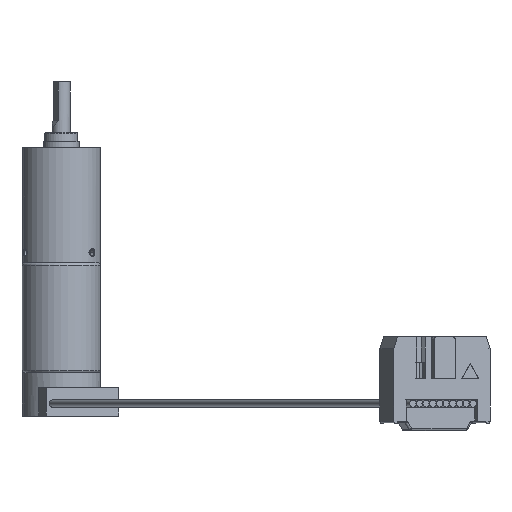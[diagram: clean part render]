
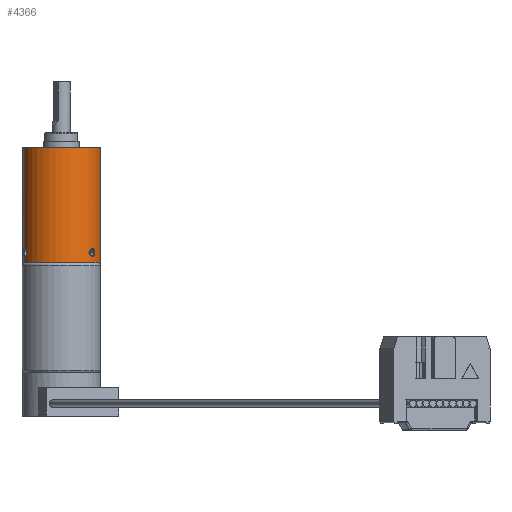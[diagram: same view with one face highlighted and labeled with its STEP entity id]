
A CAD part, front view. The second image highlights one B-rep face of the part: STEP entity #4366.
In plain terms, the highlighted cylindrical face has radius 6.5 mm (diameter 13 mm), a partial arc.
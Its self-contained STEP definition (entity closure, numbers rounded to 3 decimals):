
#16 = VECTOR ( 'NONE', #9106, 1000. ) ;
#320 = VERTEX_POINT ( 'NONE', #7479 ) ;
#434 = CARTESIAN_POINT ( 'NONE',  ( -76.189, 54.947, 44.522 ) ) ;
#528 = EDGE_CURVE ( 'NONE', #8573, #5119, #10000, .T. ) ;
#592 = CARTESIAN_POINT ( 'NONE',  ( -76.443, 55.49, 61.566 ) ) ;
#610 = EDGE_CURVE ( 'NONE', #3751, #4299, #11734, .T. ) ;
#631 = ORIENTED_EDGE ( 'NONE', *, *, #528, .F. ) ;
#638 = CARTESIAN_POINT ( 'NONE',  ( -65.713, 53.518, 44.166 ) ) ;
#875 = CYLINDRICAL_SURFACE ( 'NONE', #1867, 6.5 ) ;
#899 = CARTESIAN_POINT ( 'NONE',  ( -64.435, 60.47, 61.566 ) ) ;
#1041 = CARTESIAN_POINT ( 'NONE',  ( -64.938, 54.516, 43.808 ) ) ;
#1462 = CARTESIAN_POINT ( 'NONE',  ( -76.157, 54.889, 43.987 ) ) ;
#1667 = CARTESIAN_POINT ( 'NONE',  ( -70.439, 57.98, 42.466 ) ) ;
#1683 = CARTESIAN_POINT ( 'NONE',  ( -65.504, 53.748, 44.785 ) ) ;
#1867 = AXIS2_PLACEMENT_3D ( 'NONE', #1667, #3694, #7752 ) ;
#1906 = EDGE_CURVE ( 'NONE', #6432, #320, #2300, .T. ) ;
#1985 = B_SPLINE_CURVE_WITH_KNOTS ( 'NONE', 3,
 ( #4487, #12622, #6524, #434, #7573, #1462, #8558, #2496, #9608, #3498 ),
 .UNSPECIFIED., .F., .F.,
 ( 4, 2, 2, 2, 4 ),
 ( 0.004, 0.004, 0.005, 0.005, 0.006 ),
 .UNSPECIFIED. ) ;
#2074 = CARTESIAN_POINT ( 'NONE',  ( -65.171, 54.168, 43.466 ) ) ;
#2203 = VECTOR ( 'NONE', #12174, 1000. ) ;
#2254 = VECTOR ( 'NONE', #11708, 1000. ) ;
#2271 = AXIS2_PLACEMENT_3D ( 'NONE', #10681, #4605, #11709 ) ;
#2300 = B_SPLINE_CURVE_WITH_KNOTS ( 'NONE', 3,
 ( #12204, #5099, #1041, #8146, #2074, #9189, #3096, #10207, #4112, #11222 ),
 .UNSPECIFIED., .F., .F.,
 ( 4, 2, 2, 2, 4 ),
 ( 0.001, 0.001, 0.002, 0.003, 0.003 ),
 .UNSPECIFIED. ) ;
#2324 = CARTESIAN_POINT ( 'NONE',  ( -70.439, 57.98, 61.566 ) ) ;
#2405 = LINE ( 'NONE', #6071, #16 ) ;
#2496 = CARTESIAN_POINT ( 'NONE',  ( -76.299, 55.165, 43.547 ) ) ;
#2697 = CARTESIAN_POINT ( 'NONE',  ( -65.172, 54.167, 44.866 ) ) ;
#2718 = EDGE_CURVE ( 'NONE', #12342, #8573, #4678, .T. ) ;
#2789 = EDGE_LOOP ( 'NONE', ( #631, #4030, #5787, #3671, #9641, #7491 ) ) ;
#3096 = CARTESIAN_POINT ( 'NONE',  ( -65.504, 53.749, 43.547 ) ) ;
#3106 = AXIS2_PLACEMENT_3D ( 'NONE', #2324, #9439, #3334 ) ;
#3334 = DIRECTION ( 'NONE',  ( -0.924, -0.383, 0. ) ) ;
#3498 = CARTESIAN_POINT ( 'NONE',  ( -76.443, 55.49, 43.466 ) ) ;
#3671 = ORIENTED_EDGE ( 'NONE', *, *, #610, .T. ) ;
#3694 = DIRECTION ( 'NONE',  ( 0., 0., 1. ) ) ;
#3708 = CARTESIAN_POINT ( 'NONE',  ( -64.937, 54.517, 44.523 ) ) ;
#3751 = VERTEX_POINT ( 'NONE', #899 ) ;
#3958 = CARTESIAN_POINT ( 'NONE',  ( -76.443, 55.49, 43.466 ) ) ;
#4030 = ORIENTED_EDGE ( 'NONE', *, *, #2718, .F. ) ;
#4112 = CARTESIAN_POINT ( 'NONE',  ( -65.713, 53.518, 43.988 ) ) ;
#4286 = CARTESIAN_POINT ( 'NONE',  ( -64.903, 54.574, 44.166 ) ) ;
#4299 = VERTEX_POINT ( 'NONE', #592 ) ;
#4320 = ORIENTED_EDGE ( 'NONE', *, *, #1906, .T. ) ;
#4366 = ADVANCED_FACE ( 'NONE', ( #11702, #6618 ), #875, .T. ) ;
#4487 = CARTESIAN_POINT ( 'NONE',  ( -76.443, 55.49, 44.866 ) ) ;
#4605 = DIRECTION ( 'NONE',  ( 0., 0., -1. ) ) ;
#4678 = CIRCLE ( 'NONE', #2271, 6.5 ) ;
#4748 = CARTESIAN_POINT ( 'NONE',  ( -64.903, 54.574, 44.166 ) ) ;
#5099 = CARTESIAN_POINT ( 'NONE',  ( -64.903, 54.574, 43.988 ) ) ;
#5119 = VERTEX_POINT ( 'NONE', #3958 ) ;
#5787 = ORIENTED_EDGE ( 'NONE', *, *, #11313, .T. ) ;
#6071 = CARTESIAN_POINT ( 'NONE',  ( -76.443, 55.49, 42.466 ) ) ;
#6082 = CARTESIAN_POINT ( 'NONE',  ( -76.443, 55.49, 42.466 ) ) ;
#6286 = B_SPLINE_CURVE_WITH_KNOTS ( 'NONE', 3,
 ( #638, #6738, #7761, #1683, #8780, #2697, #9826, #3708, #10817, #4748 ),
 .UNSPECIFIED., .F., .F.,
 ( 4, 2, 2, 2, 4 ),
 ( 0.003, 0.004, 0.004, 0.005, 0.005 ),
 .UNSPECIFIED. ) ;
#6432 = VERTEX_POINT ( 'NONE', #4286 ) ;
#6524 = CARTESIAN_POINT ( 'NONE',  ( -76.3, 55.166, 44.786 ) ) ;
#6618 = FACE_BOUND ( 'NONE', #11999, .T. ) ;
#6738 = CARTESIAN_POINT ( 'NONE',  ( -65.713, 53.518, 44.344 ) ) ;
#7479 = CARTESIAN_POINT ( 'NONE',  ( -65.713, 53.518, 44.166 ) ) ;
#7491 = ORIENTED_EDGE ( 'NONE', *, *, #12587, .T. ) ;
#7573 = CARTESIAN_POINT ( 'NONE',  ( -76.157, 54.888, 44.343 ) ) ;
#7752 = DIRECTION ( 'NONE',  ( 0.924, 0.383, 0. ) ) ;
#7761 = CARTESIAN_POINT ( 'NONE',  ( -65.666, 53.566, 44.523 ) ) ;
#8146 = CARTESIAN_POINT ( 'NONE',  ( -65.071, 54.313, 43.548 ) ) ;
#8249 = VERTEX_POINT ( 'NONE', #12063 ) ;
#8558 = CARTESIAN_POINT ( 'NONE',  ( -76.19, 54.949, 43.807 ) ) ;
#8573 = VERTEX_POINT ( 'NONE', #10510 ) ;
#8780 = CARTESIAN_POINT ( 'NONE',  ( -65.391, 53.882, 44.866 ) ) ;
#9106 = DIRECTION ( 'NONE',  ( 0., 0., 1. ) ) ;
#9189 = CARTESIAN_POINT ( 'NONE',  ( -65.389, 53.884, 43.466 ) ) ;
#9439 = DIRECTION ( 'NONE',  ( 0., 0., -1. ) ) ;
#9608 = CARTESIAN_POINT ( 'NONE',  ( -76.375, 55.324, 43.466 ) ) ;
#9641 = ORIENTED_EDGE ( 'NONE', *, *, #12822, .F. ) ;
#9710 = CARTESIAN_POINT ( 'NONE',  ( -64.435, 60.47, 42.466 ) ) ;
#9826 = CARTESIAN_POINT ( 'NONE',  ( -65.072, 54.312, 44.787 ) ) ;
#10000 = LINE ( 'NONE', #6082, #2203 ) ;
#10207 = CARTESIAN_POINT ( 'NONE',  ( -65.665, 53.567, 43.808 ) ) ;
#10342 = EDGE_CURVE ( 'NONE', #320, #6432, #6286, .T. ) ;
#10510 = CARTESIAN_POINT ( 'NONE',  ( -76.443, 55.49, 42.466 ) ) ;
#10681 = CARTESIAN_POINT ( 'NONE',  ( -70.439, 57.98, 42.466 ) ) ;
#10817 = CARTESIAN_POINT ( 'NONE',  ( -64.903, 54.574, 44.344 ) ) ;
#11222 = CARTESIAN_POINT ( 'NONE',  ( -65.713, 53.518, 44.166 ) ) ;
#11313 = EDGE_CURVE ( 'NONE', #12342, #3751, #12751, .T. ) ;
#11343 = ORIENTED_EDGE ( 'NONE', *, *, #10342, .T. ) ;
#11702 = FACE_OUTER_BOUND ( 'NONE', #2789, .T. ) ;
#11708 = DIRECTION ( 'NONE',  ( 0., 0., 1. ) ) ;
#11709 = DIRECTION ( 'NONE',  ( -0.924, -0.383, 0. ) ) ;
#11734 = CIRCLE ( 'NONE', #3106, 6.5 ) ;
#11748 = CARTESIAN_POINT ( 'NONE',  ( -64.435, 60.47, 42.466 ) ) ;
#11999 = EDGE_LOOP ( 'NONE', ( #11343, #4320 ) ) ;
#12063 = CARTESIAN_POINT ( 'NONE',  ( -76.443, 55.49, 44.866 ) ) ;
#12174 = DIRECTION ( 'NONE',  ( 0., 0., 1. ) ) ;
#12204 = CARTESIAN_POINT ( 'NONE',  ( -64.903, 54.574, 44.166 ) ) ;
#12342 = VERTEX_POINT ( 'NONE', #11748 ) ;
#12587 = EDGE_CURVE ( 'NONE', #8249, #5119, #1985, .T. ) ;
#12622 = CARTESIAN_POINT ( 'NONE',  ( -76.375, 55.325, 44.866 ) ) ;
#12751 = LINE ( 'NONE', #9710, #2254 ) ;
#12822 = EDGE_CURVE ( 'NONE', #8249, #4299, #2405, .T. ) ;
